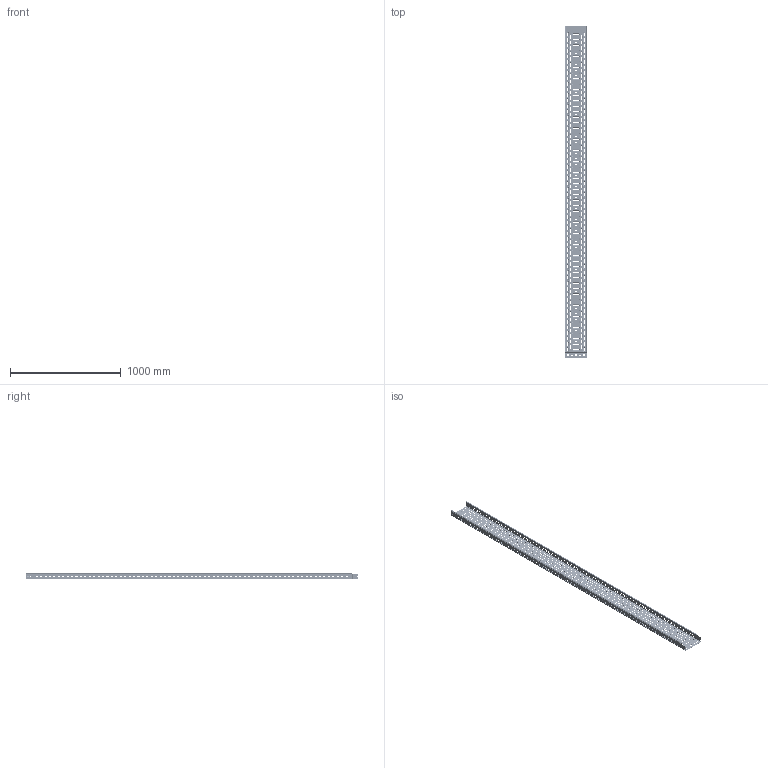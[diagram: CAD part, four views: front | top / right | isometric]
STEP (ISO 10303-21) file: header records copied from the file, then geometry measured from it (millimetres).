
FILE_DESCRIPTION(/* description */ (''),/* implementation_level */ '2;1');
FILE_NAME(/* name */ 'KFJ200H60_3.stp',/* time_stamp */ '2020-03-24T12:12:00+01:00',/* author */ ('stanislaw.luczak'),/* organization */ (''),/* preprocessor_version */ 'ST-DEVELOPER v18',/* originating_system */ 'Autodesk Inventor 2020',/* authorisation */ '');
FILE_SCHEMA (('AUTOMOTIVE_DESIGN { 1 0 10303 214 3 1 1 }'));
Products named in the file (1): KFJ200H60_3
Bounding box: 208 x 3000 x 61.97 mm (x, y, z)
Volume: 898315 mm3; surface area: 1844796.6 mm2
Topology: 1 solids, 1 shells, 11937 faces, 28820 edges, 17660 vertices
Faces by surface type: plane 4325, cylinder 4148, torus 2308, cone 1152, bspline 4
Full cylindrical faces by diameter (mm): 11 x42
Entity records: 349855 total; most frequent: DIRECTION 65600, CARTESIAN_POINT 58648, ORIENTED_EDGE 57640, EDGE_CURVE 28820, AXIS2_PLACEMENT_3D 24868, VERTEX_POINT 17660, LINE 15864, VECTOR 15864
